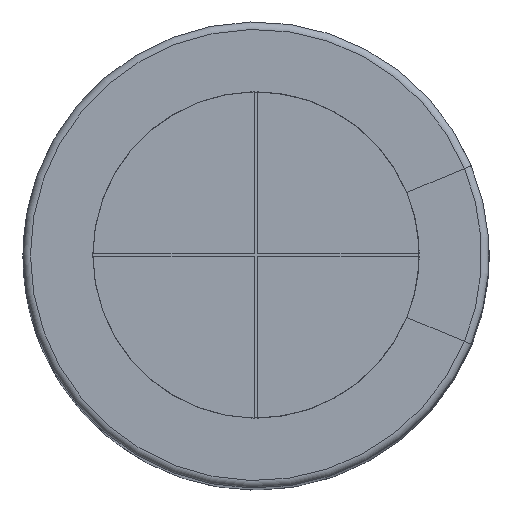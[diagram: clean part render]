
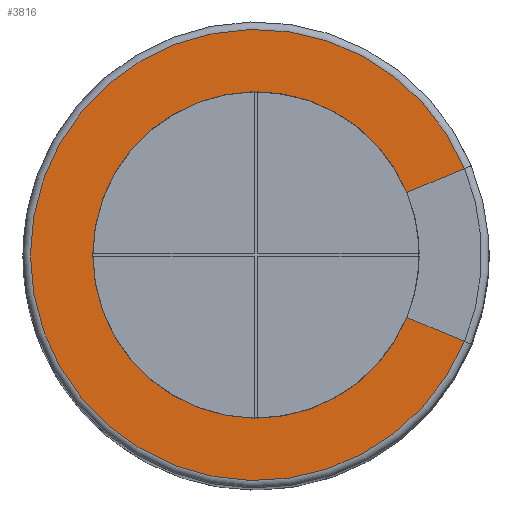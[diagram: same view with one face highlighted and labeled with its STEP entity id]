
A CAD part, top view. The second image highlights one B-rep face of the part: STEP entity #3816.
In plain terms, the highlighted planar face has unit normal (0, 0, 1).
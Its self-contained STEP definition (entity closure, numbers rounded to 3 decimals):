
#3423 = TOROIDAL_SURFACE('',#3424,6.05,0.2);
#3424 = AXIS2_PLACEMENT_3D('',#3425,#3426,#3427);
#3425 = CARTESIAN_POINT('',(2.5,0.,31.3));
#3426 = DIRECTION('',(0.,0.,1.));
#3427 = DIRECTION('',(0.924,-0.383,0.));
#3440 = VERTEX_POINT('',#3441);
#3441 = CARTESIAN_POINT('',(8.089,-2.315,31.5));
#3463 = VERTEX_POINT('',#3464);
#3464 = CARTESIAN_POINT('',(8.089,2.315,31.5));
#3479 = PLANE('',#3480);
#3480 = AXIS2_PLACEMENT_3D('',#3481,#3482,#3483);
#3481 = CARTESIAN_POINT('',(2.5,0.,31.5));
#3482 = DIRECTION('',(0.,0.,-1.));
#3483 = DIRECTION('',(0.924,0.383,0.));
#3704 = EDGE_CURVE('',#3440,#3463,#3705,.T.);
#3705 = SURFACE_CURVE('',#3706,(#3711,#3718),.PCURVE_S1.);
#3706 = CIRCLE('',#3707,6.05);
#3707 = AXIS2_PLACEMENT_3D('',#3708,#3709,#3710);
#3708 = CARTESIAN_POINT('',(2.5,0.,31.5));
#3709 = DIRECTION('',(0.,-0.,-1.));
#3710 = DIRECTION('',(0.924,-0.383,0.));
#3711 = PCURVE('',#3423,#3712);
#3712 = DEFINITIONAL_REPRESENTATION('',(#3713),#3717);
#3713 = LINE('',#3714,#3715);
#3714 = CARTESIAN_POINT('',(-0.,1.571));
#3715 = VECTOR('',#3716,1.);
#3716 = DIRECTION('',(-1.,0.));
#3717 = ( GEOMETRIC_REPRESENTATION_CONTEXT(2)
PARAMETRIC_REPRESENTATION_CONTEXT() REPRESENTATION_CONTEXT('2D SPACE',''
) );
#3718 = PCURVE('',#3719,#3724);
#3719 = PLANE('',#3720);
#3720 = AXIS2_PLACEMENT_3D('',#3721,#3722,#3723);
#3721 = CARTESIAN_POINT('',(2.5,0.,31.5));
#3722 = DIRECTION('',(0.,0.,-1.));
#3723 = DIRECTION('',(0.924,-0.383,0.));
#3724 = DEFINITIONAL_REPRESENTATION('',(#3725),#3729);
#3725 = CIRCLE('',#3726,6.05);
#3726 = AXIS2_PLACEMENT_2D('',#3727,#3728);
#3727 = CARTESIAN_POINT('',(0.,0.));
#3728 = DIRECTION('',(1.,0.));
#3729 = ( GEOMETRIC_REPRESENTATION_CONTEXT(2)
PARAMETRIC_REPRESENTATION_CONTEXT() REPRESENTATION_CONTEXT('2D SPACE',''
) );
#3736 = EDGE_CURVE('',#3440,#3737,#3739,.T.);
#3737 = VERTEX_POINT('',#3738);
#3738 = CARTESIAN_POINT('',(6.542,-1.674,31.5));
#3739 = SURFACE_CURVE('',#3740,(#3744,#3751),.PCURVE_S1.);
#3740 = LINE('',#3741,#3742);
#3741 = CARTESIAN_POINT('',(8.089,-2.315,31.5));
#3742 = VECTOR('',#3743,1.);
#3743 = DIRECTION('',(-0.924,0.383,0.));
#3744 = PCURVE('',#3479,#3745);
#3745 = DEFINITIONAL_REPRESENTATION('',(#3746),#3750);
#3746 = LINE('',#3747,#3748);
#3747 = CARTESIAN_POINT('',(4.278,4.278));
#3748 = VECTOR('',#3749,1.);
#3749 = DIRECTION('',(-0.707,-0.707));
#3750 = ( GEOMETRIC_REPRESENTATION_CONTEXT(2)
PARAMETRIC_REPRESENTATION_CONTEXT() REPRESENTATION_CONTEXT('2D SPACE',''
) );
#3751 = PCURVE('',#3719,#3752);
#3752 = DEFINITIONAL_REPRESENTATION('',(#3753),#3757);
#3753 = LINE('',#3754,#3755);
#3754 = CARTESIAN_POINT('',(6.05,0.));
#3755 = VECTOR('',#3756,1.);
#3756 = DIRECTION('',(-1.,0.));
#3757 = ( GEOMETRIC_REPRESENTATION_CONTEXT(2)
PARAMETRIC_REPRESENTATION_CONTEXT() REPRESENTATION_CONTEXT('2D SPACE',''
) );
#3760 = VERTEX_POINT('',#3761);
#3761 = CARTESIAN_POINT('',(6.542,1.674,31.5));
#3788 = EDGE_CURVE('',#3463,#3760,#3789,.T.);
#3789 = SURFACE_CURVE('',#3790,(#3794,#3801),.PCURVE_S1.);
#3790 = LINE('',#3791,#3792);
#3791 = CARTESIAN_POINT('',(8.089,2.315,31.5));
#3792 = VECTOR('',#3793,1.);
#3793 = DIRECTION('',(-0.924,-0.383,0.));
#3794 = PCURVE('',#3479,#3795);
#3795 = DEFINITIONAL_REPRESENTATION('',(#3796),#3800);
#3796 = LINE('',#3797,#3798);
#3797 = CARTESIAN_POINT('',(6.05,0.));
#3798 = VECTOR('',#3799,1.);
#3799 = DIRECTION('',(-1.,0.));
#3800 = ( GEOMETRIC_REPRESENTATION_CONTEXT(2)
PARAMETRIC_REPRESENTATION_CONTEXT() REPRESENTATION_CONTEXT('2D SPACE',''
) );
#3801 = PCURVE('',#3719,#3802);
#3802 = DEFINITIONAL_REPRESENTATION('',(#3803),#3807);
#3803 = LINE('',#3804,#3805);
#3804 = CARTESIAN_POINT('',(4.278,-4.278));
#3805 = VECTOR('',#3806,1.);
#3806 = DIRECTION('',(-0.707,0.707));
#3807 = ( GEOMETRIC_REPRESENTATION_CONTEXT(2)
PARAMETRIC_REPRESENTATION_CONTEXT() REPRESENTATION_CONTEXT('2D SPACE',''
) );
#3816 = ADVANCED_FACE('',(#3817),#3719,.F.);
#3817 = FACE_BOUND('',#3818,.F.);
#3818 = EDGE_LOOP('',(#3819,#3820,#3821,#3848));
#3819 = ORIENTED_EDGE('',*,*,#3704,.T.);
#3820 = ORIENTED_EDGE('',*,*,#3788,.T.);
#3821 = ORIENTED_EDGE('',*,*,#3822,.F.);
#3822 = EDGE_CURVE('',#3737,#3760,#3823,.T.);
#3823 = SURFACE_CURVE('',#3824,(#3829,#3836),.PCURVE_S1.);
#3824 = CIRCLE('',#3825,4.375);
#3825 = AXIS2_PLACEMENT_3D('',#3826,#3827,#3828);
#3826 = CARTESIAN_POINT('',(2.5,0.,31.5));
#3827 = DIRECTION('',(0.,-0.,-1.));
#3828 = DIRECTION('',(0.924,-0.383,0.));
#3829 = PCURVE('',#3719,#3830);
#3830 = DEFINITIONAL_REPRESENTATION('',(#3831),#3835);
#3831 = CIRCLE('',#3832,4.375);
#3832 = AXIS2_PLACEMENT_2D('',#3833,#3834);
#3833 = CARTESIAN_POINT('',(0.,0.));
#3834 = DIRECTION('',(1.,0.));
#3835 = ( GEOMETRIC_REPRESENTATION_CONTEXT(2)
PARAMETRIC_REPRESENTATION_CONTEXT() REPRESENTATION_CONTEXT('2D SPACE',''
) );
#3836 = PCURVE('',#3837,#3842);
#3837 = CYLINDRICAL_SURFACE('',#3838,4.375);
#3838 = AXIS2_PLACEMENT_3D('',#3839,#3840,#3841);
#3839 = CARTESIAN_POINT('',(2.5,0.,31.5));
#3840 = DIRECTION('',(0.,0.,-1.));
#3841 = DIRECTION('',(0.924,-0.383,0.));
#3842 = DEFINITIONAL_REPRESENTATION('',(#3843),#3847);
#3843 = LINE('',#3844,#3845);
#3844 = CARTESIAN_POINT('',(0.,0.));
#3845 = VECTOR('',#3846,1.);
#3846 = DIRECTION('',(1.,0.));
#3847 = ( GEOMETRIC_REPRESENTATION_CONTEXT(2)
PARAMETRIC_REPRESENTATION_CONTEXT() REPRESENTATION_CONTEXT('2D SPACE',''
) );
#3848 = ORIENTED_EDGE('',*,*,#3736,.F.);
